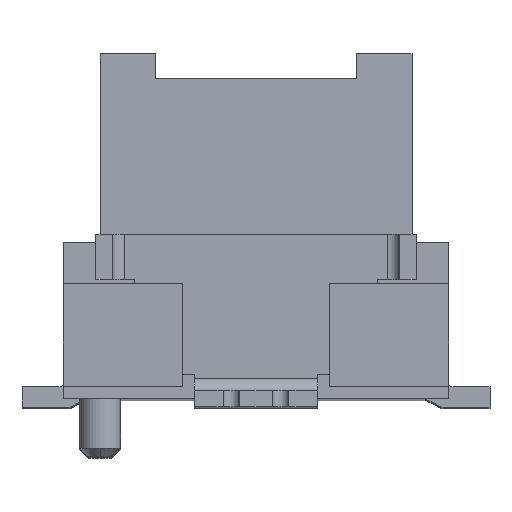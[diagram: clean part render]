
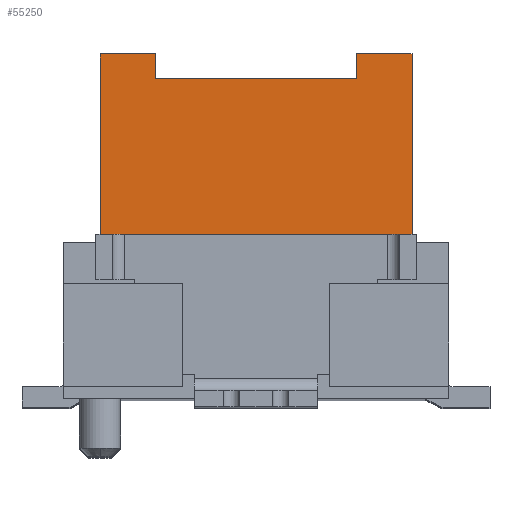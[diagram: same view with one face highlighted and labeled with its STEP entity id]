
A CAD part, top view. The second image highlights one B-rep face of the part: STEP entity #55250.
In plain terms, the highlighted planar face has unit normal (0, 0, 1).
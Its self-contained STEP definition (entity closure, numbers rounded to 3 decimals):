
#54180=CARTESIAN_POINT('',(0.421,4.138,1.125));
#54190=VERTEX_POINT('',#54180);
#54220=CARTESIAN_POINT('',(0.421,-2.,1.125));
#54230=DIRECTION('',(0.,1.,0.));
#54240=VECTOR('',#54230,1.);
#54250=LINE('',#54220,#54240);
#54260=CARTESIAN_POINT('',(0.421,3.838,1.125));
#54270=VERTEX_POINT('',#54260);
#54280=EDGE_CURVE('',#54270,#54190,#54250,.T.);
#54630=CARTESIAN_POINT('',(-2.804,1.78,1.125));
#54640=DIRECTION('',(0.,0.,1.));
#54650=DIRECTION('',(1.,0.,0.));
#54660=AXIS2_PLACEMENT_3D('',#54630,#54640,#54650);
#54670=PLANE('',#54660);
#54680=CARTESIAN_POINT('',(0.,1.838,1.125));
#54690=DIRECTION('',(1.,0.,0.));
#54700=VECTOR('',#54690,1.);
#54710=LINE('',#54680,#54700);
#54720=CARTESIAN_POINT('',(-2.709,1.838,1.125));
#54730=VERTEX_POINT('',#54720);
#54740=CARTESIAN_POINT('',(1.091,1.838,1.125));
#54750=VERTEX_POINT('',#54740);
#54760=EDGE_CURVE('',#54730,#54750,#54710,.T.);
#54770=ORIENTED_EDGE('',*,*,#54760,.T.);
#54780=CARTESIAN_POINT('',(-2.709,1.838,1.125));
#54790=DIRECTION('',(0.,-1.,0.));
#54800=VECTOR('',#54790,1.);
#54810=LINE('',#54780,#54800);
#54820=CARTESIAN_POINT('',(-2.709,4.138,1.125));
#54830=VERTEX_POINT('',#54820);
#54840=EDGE_CURVE('',#54830,#54730,#54810,.T.);
#54850=ORIENTED_EDGE('',*,*,#54840,.T.);
#54860=CARTESIAN_POINT('',(0.,4.138,1.125));
#54870=DIRECTION('',(-1.,0.,0.));
#54880=VECTOR('',#54870,1.);
#54890=LINE('',#54860,#54880);
#54900=CARTESIAN_POINT('',(-2.039,4.138,1.125));
#54910=VERTEX_POINT('',#54900);
#54920=EDGE_CURVE('',#54910,#54830,#54890,.T.);
#54930=ORIENTED_EDGE('',*,*,#54920,.T.);
#54940=CARTESIAN_POINT('',(-2.039,-2.,1.125));
#54950=DIRECTION('',(0.,1.,0.));
#54960=VECTOR('',#54950,1.);
#54970=LINE('',#54940,#54960);
#54980=CARTESIAN_POINT('',(-2.039,3.838,1.125));
#54990=VERTEX_POINT('',#54980);
#55000=EDGE_CURVE('',#54990,#54910,#54970,.T.);
#55010=ORIENTED_EDGE('',*,*,#55000,.T.);
#55020=CARTESIAN_POINT('',(0.,3.838,1.125));
#55030=DIRECTION('',(1.,0.,0.));
#55040=VECTOR('',#55030,1.);
#55050=LINE('',#55020,#55040);
#55060=EDGE_CURVE('',#54990,#54270,#55050,.T.);
#55070=ORIENTED_EDGE('',*,*,#55060,.F.);
#55080=ORIENTED_EDGE('',*,*,#54280,.F.);
#55090=CARTESIAN_POINT('',(0.,4.138,1.125));
#55100=DIRECTION('',(1.,0.,0.));
#55110=VECTOR('',#55100,1.);
#55120=LINE('',#55090,#55110);
#55130=CARTESIAN_POINT('',(1.091,4.138,1.125));
#55140=VERTEX_POINT('',#55130);
#55150=EDGE_CURVE('',#54190,#55140,#55120,.T.);
#55160=ORIENTED_EDGE('',*,*,#55150,.F.);
#55170=CARTESIAN_POINT('',(1.091,-2.,1.125));
#55180=DIRECTION('',(0.,1.,0.));
#55190=VECTOR('',#55180,1.);
#55200=LINE('',#55170,#55190);
#55210=EDGE_CURVE('',#54750,#55140,#55200,.T.);
#55220=ORIENTED_EDGE('',*,*,#55210,.T.);
#55230=EDGE_LOOP('',(#55220,#55160,#55080,#55070,#55010,#54930,#54850,
#54770));
#55240=FACE_OUTER_BOUND('',#55230,.T.);
#55250=ADVANCED_FACE('',(#55240),#54670,.T.);
